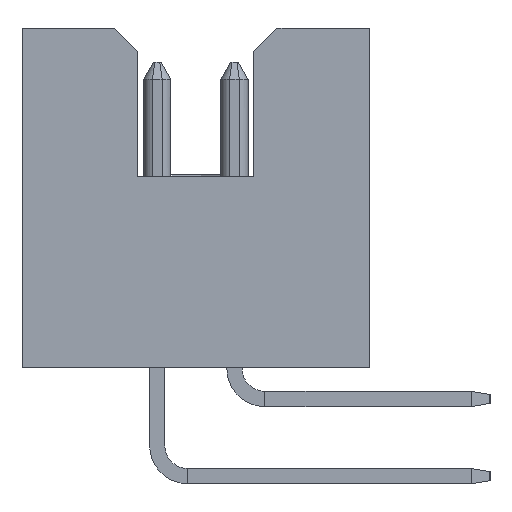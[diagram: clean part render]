
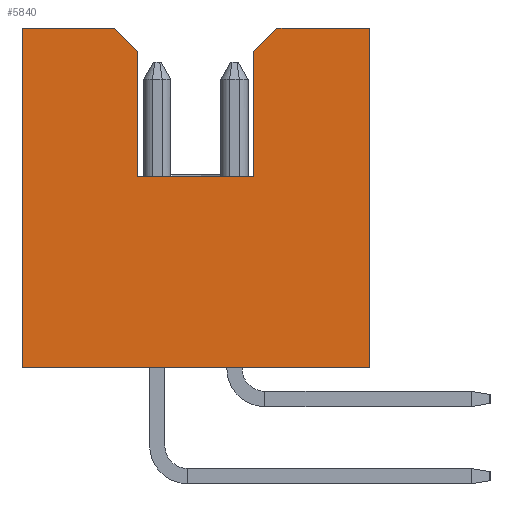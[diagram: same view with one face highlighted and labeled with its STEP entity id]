
A CAD part, left-side view. The second image highlights one B-rep face of the part: STEP entity #5840.
In plain terms, the highlighted planar face has unit normal (-1, 0, 0).
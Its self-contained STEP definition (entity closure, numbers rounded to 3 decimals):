
#845=CARTESIAN_POINT('',(-1.59,2.86,2.794));
#846=VERTEX_POINT('',#845);
#853=CARTESIAN_POINT('',(-1.59,1.335,2.794));
#854=VERTEX_POINT('',#853);
#855=CARTESIAN_POINT('',(-1.59,2.86,2.794));
#856=DIRECTION('',(0.,-1.,0.));
#857=VECTOR('',#856,1.525);
#858=LINE('',#855,#857);
#859=EDGE_CURVE('',#846,#854,#858,.T.);
#2704=CARTESIAN_POINT('',(-1.59,2.86,-2.794));
#2705=VERTEX_POINT('',#2704);
#2712=CARTESIAN_POINT('',(-1.59,2.86,-2.794));
#2713=DIRECTION('',(0.,0.,1.));
#2714=VECTOR('',#2713,5.588);
#2715=LINE('',#2712,#2714);
#2716=EDGE_CURVE('',#2705,#846,#2715,.T.);
#3269=CARTESIAN_POINT('',(-1.59,-2.86,2.794));
#3270=VERTEX_POINT('',#3269);
#3277=CARTESIAN_POINT('',(-1.59,-2.86,-2.794));
#3278=VERTEX_POINT('',#3277);
#3279=CARTESIAN_POINT('',(-1.59,-2.86,2.794));
#3280=DIRECTION('',(0.,0.,-1.));
#3281=VECTOR('',#3280,5.588);
#3282=LINE('',#3279,#3281);
#3283=EDGE_CURVE('',#3270,#3278,#3282,.T.);
#3810=CARTESIAN_POINT('',(-1.59,-1.335,2.794));
#3811=VERTEX_POINT('',#3810);
#3818=CARTESIAN_POINT('',(-1.59,-1.335,2.794));
#3819=DIRECTION('',(0.,-1.,0.));
#3820=VECTOR('',#3819,1.525);
#3821=LINE('',#3818,#3820);
#3822=EDGE_CURVE('',#3811,#3270,#3821,.T.);
#5785=CARTESIAN_POINT('',(-1.59,0.,0.));
#5786=DIRECTION('',(0.,0.,-1.));
#5787=DIRECTION('',(-1.,-0.,-0.));
#5788=AXIS2_PLACEMENT_3D('',#5785,#5787,#5786);
#5789=PLANE('',#5788);
#5790=ORIENTED_EDGE('',*,*,#3283,.F.);
#5791=ORIENTED_EDGE('',*,*,#3822,.F.);
#5792=CARTESIAN_POINT('',(-1.59,-0.955,2.414));
#5793=VERTEX_POINT('',#5792);
#5794=CARTESIAN_POINT('',(-1.59,-1.335,2.794));
#5795=DIRECTION('',(0.,0.707,-0.707));
#5796=VECTOR('',#5795,0.537);
#5797=LINE('',#5794,#5796);
#5798=EDGE_CURVE('',#3811,#5793,#5797,.T.);
#5799=ORIENTED_EDGE('',*,*,#5798,.T.);
#5800=CARTESIAN_POINT('',(-1.59,-0.955,0.354));
#5801=VERTEX_POINT('',#5800);
#5802=CARTESIAN_POINT('',(-1.59,-0.955,2.414));
#5803=DIRECTION('',(0.,0.,-1.));
#5804=VECTOR('',#5803,2.06);
#5805=LINE('',#5802,#5804);
#5806=EDGE_CURVE('',#5793,#5801,#5805,.T.);
#5807=ORIENTED_EDGE('',*,*,#5806,.T.);
#5808=CARTESIAN_POINT('',(-1.59,0.955,0.354));
#5809=VERTEX_POINT('',#5808);
#5810=CARTESIAN_POINT('',(-1.59,-0.955,0.354));
#5811=DIRECTION('',(0.,1.,0.));
#5812=VECTOR('',#5811,1.91);
#5813=LINE('',#5810,#5812);
#5814=EDGE_CURVE('',#5801,#5809,#5813,.T.);
#5815=ORIENTED_EDGE('',*,*,#5814,.T.);
#5816=CARTESIAN_POINT('',(-1.59,0.955,2.414));
#5817=VERTEX_POINT('',#5816);
#5818=CARTESIAN_POINT('',(-1.59,0.955,0.354));
#5819=DIRECTION('',(0.,0.,1.));
#5820=VECTOR('',#5819,2.06);
#5821=LINE('',#5818,#5820);
#5822=EDGE_CURVE('',#5809,#5817,#5821,.T.);
#5823=ORIENTED_EDGE('',*,*,#5822,.T.);
#5824=CARTESIAN_POINT('',(-1.59,0.955,2.414));
#5825=DIRECTION('',(0.,0.707,0.707));
#5826=VECTOR('',#5825,0.537);
#5827=LINE('',#5824,#5826);
#5828=EDGE_CURVE('',#5817,#854,#5827,.T.);
#5829=ORIENTED_EDGE('',*,*,#5828,.T.);
#5830=ORIENTED_EDGE('',*,*,#859,.F.);
#5831=ORIENTED_EDGE('',*,*,#2716,.F.);
#5832=CARTESIAN_POINT('',(-1.59,2.86,-2.794));
#5833=DIRECTION('',(0.,-1.,0.));
#5834=VECTOR('',#5833,5.72);
#5835=LINE('',#5832,#5834);
#5836=EDGE_CURVE('',#2705,#3278,#5835,.T.);
#5837=ORIENTED_EDGE('',*,*,#5836,.T.);
#5838=EDGE_LOOP('',(#5790,#5791,#5799,#5807,#5815,#5823,#5829,#5830,#5831,#5837));
#5839=FACE_OUTER_BOUND('',#5838,.T.);
#5840=ADVANCED_FACE('',(#5839),#5789,.T.);
